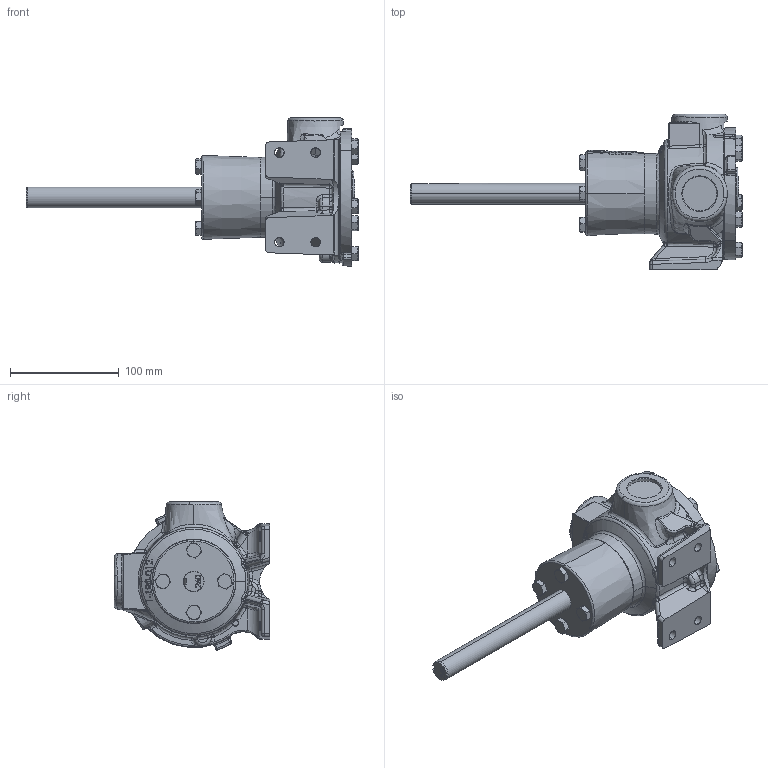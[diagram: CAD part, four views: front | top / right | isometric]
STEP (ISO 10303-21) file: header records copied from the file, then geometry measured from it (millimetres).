
FILE_DESCRIPTION (( 'STEP AP214' ), '1' );
FILE_NAME ('H432.STEP', '2016-12-14T14:47:02', ( '' ), ( '' ), 'SwSTEP 2.0', 'SolidWorks 2016', '' );
FILE_SCHEMA (( 'AUTOMOTIVE_DESIGN' ));
Length unit declared in the file: inch
Products named in the file (2): H432
Bounding box: 305.13 x 143 x 136.38 mm (x, y, z)
Volume: 1126691.3 mm3; surface area: 97301.7 mm2
Topology: 1 solids, 1 shells, 883 faces, 2189 edges, 1349 vertices
Faces by surface type: plane 315, bspline 280, cone 126, cylinder 88, torus 42, sphere 32
Entity records: 51741 total; most frequent: CARTESIAN_POINT 29766, ORIENTED_EDGE 4342, DIRECTION 2885, EDGE_CURVE 2171, VERTEX_POINT 1347, AXIS2_PLACEMENT_3D 1125, EDGE_LOOP 948, B_SPLINE_CURVE_WITH_KNOTS 912
